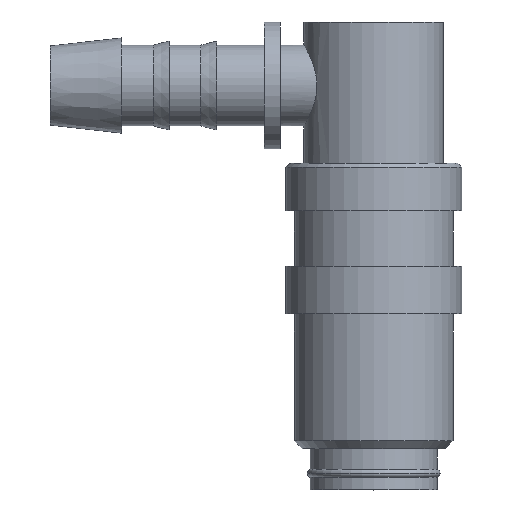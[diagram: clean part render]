
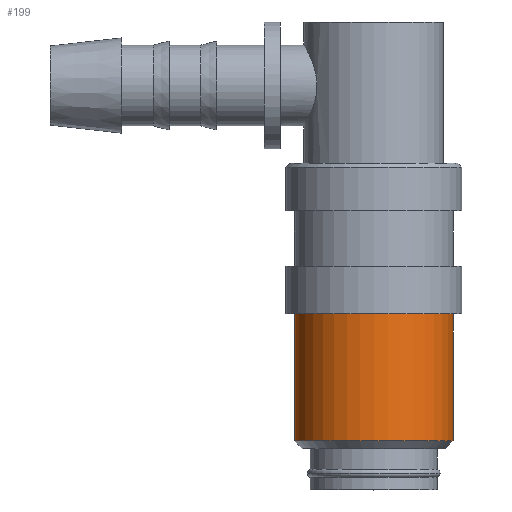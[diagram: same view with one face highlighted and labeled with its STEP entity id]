
A CAD part, top view. The second image highlights one B-rep face of the part: STEP entity #199.
In plain terms, the highlighted cylindrical face has radius 5 mm (diameter 10 mm), a partial arc.
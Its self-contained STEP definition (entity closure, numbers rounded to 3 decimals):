
#199=ADVANCED_FACE('',(#407),#408,.T.);
#407=FACE_OUTER_BOUND('',#610,.T.);
#408=CYLINDRICAL_SURFACE('',#611,5.0);
#610=EDGE_LOOP('',(#1090,#1091,#1092,#1093));
#611=AXIS2_PLACEMENT_3D('',#1094,#1095,#1096);
#1090=ORIENTED_EDGE('',*,*,#1144,.T.);
#1091=ORIENTED_EDGE('',*,*,#1164,.F.);
#1092=ORIENTED_EDGE('',*,*,#1146,.T.);
#1093=ORIENTED_EDGE('',*,*,#1227,.T.);
#1094=CARTESIAN_POINT('',(0.0,7.1,0.0));
#1095=DIRECTION('',(-0.0,1.0,0.0));
#1096=DIRECTION('',(1.0,0.0,0.0));
#1144=EDGE_CURVE('',#1350,#1351,#1352,.T.);
#1146=EDGE_CURVE('',#1355,#1353,#1356,.T.);
#1164=EDGE_CURVE('',#1355,#1351,#1384,.T.);
#1227=EDGE_CURVE('',#1353,#1350,#1475,.T.);
#1350=VERTEX_POINT('',#1657);
#1351=VERTEX_POINT('',#1658);
#1352=LINE('',#1659,#1660);
#1353=VERTEX_POINT('',#1661);
#1355=VERTEX_POINT('',#1663);
#1356=LINE('',#1664,#1665);
#1384=CIRCLE('',#1695,5.0);
#1475=CIRCLE('',#1834,5.0);
#1657=CARTESIAN_POINT('',(5.0,3.1,0.0));
#1658=CARTESIAN_POINT('',(5.0,11.1,0.0));
#1659=CARTESIAN_POINT('',(5.0,7.1,0.));
#1660=VECTOR('',#2051,1.0);
#1661=CARTESIAN_POINT('',(-5.0,3.1,0.));
#1663=CARTESIAN_POINT('',(-5.0,11.1,0.));
#1664=CARTESIAN_POINT('',(-5.0,7.1,0.));
#1665=VECTOR('',#2055,1.0);
#1695=AXIS2_PLACEMENT_3D('',#2091,#2092,#2093);
#1834=AXIS2_PLACEMENT_3D('',#2187,#2188,#2189);
#2051=DIRECTION('',(0.0,1.0,0.0));
#2055=DIRECTION('',(-0.0,-1.0,-0.0));
#2091=CARTESIAN_POINT('',(0.0,11.1,0.0));
#2092=DIRECTION('',(-0.0,1.0,0.0));
#2093=DIRECTION('',(1.0,0.0,0.0));
#2187=CARTESIAN_POINT('',(0.0,3.1,0.0));
#2188=DIRECTION('',(-0.0,1.0,0.0));
#2189=DIRECTION('',(1.0,0.0,0.0));
